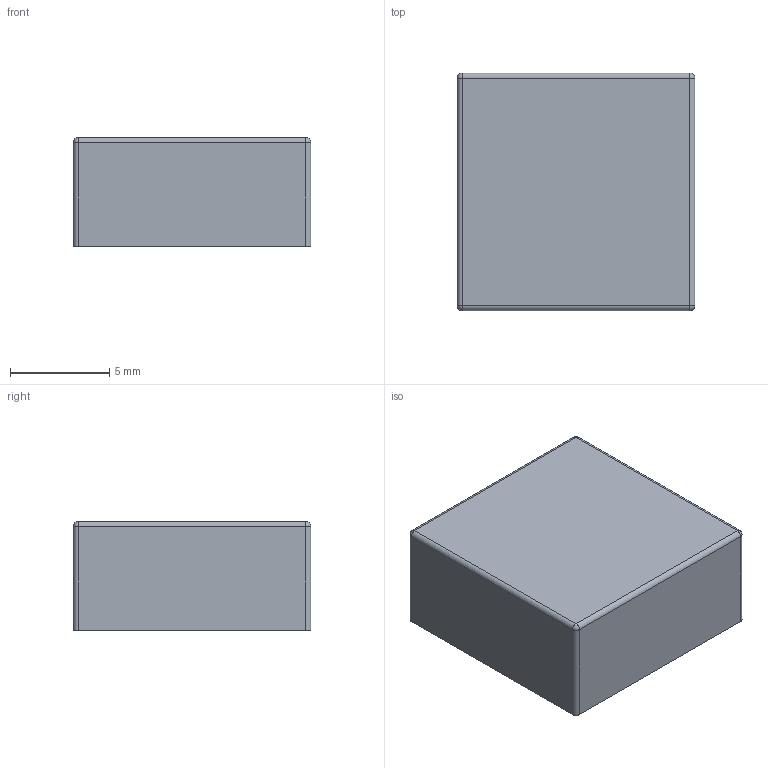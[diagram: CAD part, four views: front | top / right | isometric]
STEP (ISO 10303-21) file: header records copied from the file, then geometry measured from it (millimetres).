
FILE_DESCRIPTION(('FreeCAD Model'),'2;1');
FILE_NAME('120x120mm-Caps.step' ,'2021-01-08T16:07:01',('Author'),(''), 'Open CASCADE STEP processor 7.3','FreeCAD','Unknown');
FILE_SCHEMA(('AUTOMOTIVE_DESIGN { 1 0 10303 214 1 1 1 1 }'));
Length unit declared in the file: millimetre
Products named in the file (1): 12x12mm-Caps
Bounding box: 12 x 12 x 5.5 mm (x, y, z)
Volume: 371.2 mm3; surface area: 939.7 mm2
Topology: 1 solids, 1 shells, 63 faces, 172 edges, 108 vertices
Faces by surface type: plane 49, cylinder 10, sphere 4
Entity records: 4723 total; most frequent: CARTESIAN_POINT 856, DIRECTION 643, LINE 469, VECTOR 469, ORIENTED_EDGE 336, PCURVE 336, DEFINITIONAL_REPRESENTATION 336, EDGE_CURVE 168
